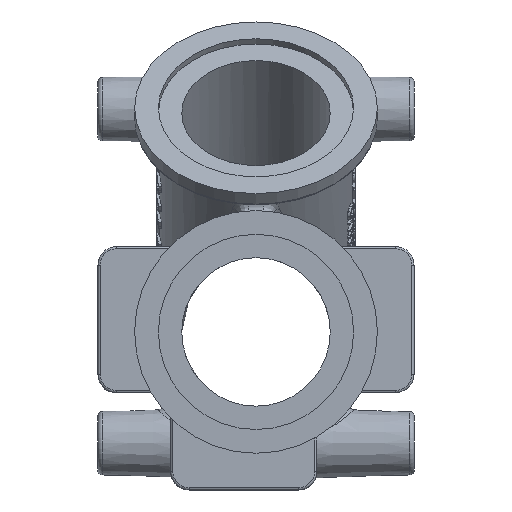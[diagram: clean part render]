
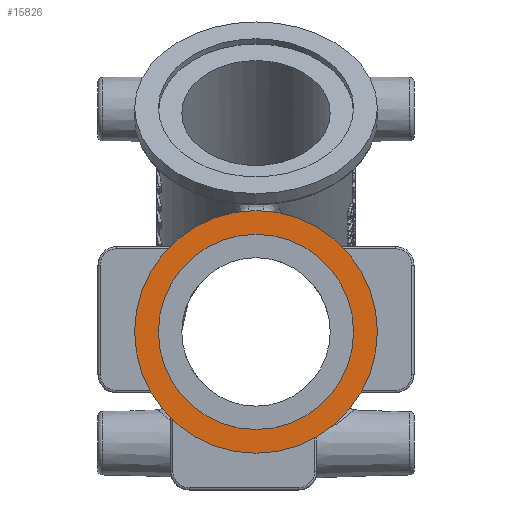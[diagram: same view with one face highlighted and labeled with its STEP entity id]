
A CAD part, left-side view. The second image highlights one B-rep face of the part: STEP entity #15826.
In plain terms, the highlighted planar face has unit normal (-1, 0, 0).
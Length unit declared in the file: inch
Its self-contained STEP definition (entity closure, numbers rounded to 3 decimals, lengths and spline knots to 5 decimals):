
#1288=FACE_BOUND('',#3583,.T.);
#1702=PLANE('',#17323);
#2601=FACE_OUTER_BOUND('',#3582,.T.);
#3582=EDGE_LOOP('',(#14717,#14718));
#3583=EDGE_LOOP('',(#14719,#14720));
#5898=CIRCLE('',#16450,1.635);
#5899=CIRCLE('',#16451,1.635);
#6071=CIRCLE('',#17324,1.315);
#6072=CIRCLE('',#17325,1.315);
#6770=VERTEX_POINT('',#28080);
#6771=VERTEX_POINT('',#28082);
#7619=VERTEX_POINT('',#34887);
#7620=VERTEX_POINT('',#34888);
#8557=EDGE_CURVE('',#6770,#6771,#5898,.T.);
#8558=EDGE_CURVE('',#6771,#6770,#5899,.T.);
#9991=EDGE_CURVE('',#7619,#7620,#6071,.T.);
#9992=EDGE_CURVE('',#7620,#7619,#6072,.T.);
#14717=ORIENTED_EDGE('',*,*,#8558,.F.);
#14718=ORIENTED_EDGE('',*,*,#8557,.F.);
#14719=ORIENTED_EDGE('',*,*,#9991,.T.);
#14720=ORIENTED_EDGE('',*,*,#9992,.T.);
#15826=ADVANCED_FACE('',(#2601,#1288),#1702,.T.);
#16450=AXIS2_PLACEMENT_3D('',#28083,#18730,#18731);
#16451=AXIS2_PLACEMENT_3D('',#28084,#18732,#18733);
#17323=AXIS2_PLACEMENT_3D('',#34886,#21237,#21238);
#17324=AXIS2_PLACEMENT_3D('',#34889,#21239,#21240);
#17325=AXIS2_PLACEMENT_3D('',#34890,#21241,#21242);
#18730=DIRECTION('center_axis',(1.,0.,0.));
#18731=DIRECTION('ref_axis',(0.,0.,-1.));
#18732=DIRECTION('center_axis',(1.,0.,0.));
#18733=DIRECTION('ref_axis',(0.,0.,-1.));
#21237=DIRECTION('center_axis',(-1.,0.,0.));
#21238=DIRECTION('ref_axis',(0.,0.,1.));
#21239=DIRECTION('center_axis',(1.,0.,0.));
#21240=DIRECTION('ref_axis',(0.,0.,-1.));
#21241=DIRECTION('center_axis',(1.,0.,0.));
#21242=DIRECTION('ref_axis',(0.,0.,-1.));
#28080=CARTESIAN_POINT('',(-3.48,0.,1.635));
#28082=CARTESIAN_POINT('',(-3.48,0.,-1.635));
#28083=CARTESIAN_POINT('Origin',(-3.48,0.,0.));
#28084=CARTESIAN_POINT('Origin',(-3.48,0.,0.));
#34886=CARTESIAN_POINT('Origin',(-3.48,0.,-1.635));
#34887=CARTESIAN_POINT('',(-3.48,0.,-1.315));
#34888=CARTESIAN_POINT('',(-3.48,0.,1.315));
#34889=CARTESIAN_POINT('Origin',(-3.48,0.,0.));
#34890=CARTESIAN_POINT('Origin',(-3.48,0.,0.));
